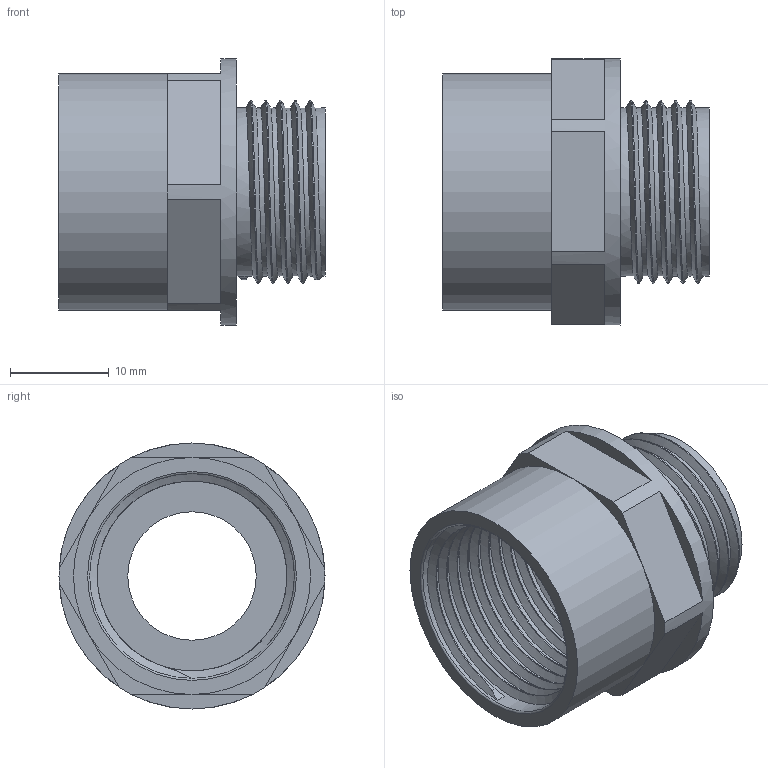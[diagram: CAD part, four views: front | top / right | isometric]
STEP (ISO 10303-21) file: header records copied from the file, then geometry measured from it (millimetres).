
FILE_DESCRIPTION(/* description */ ('Reduzierung sechskant PG 11 /PG 13,5'),/* implementation_level */ '2;1');
FILE_NAME(/* name */ '11081113-RST.stp',/* time_stamp */ '2020-04-29T14:39:47+02:00',/* author */ ('sl'),/* organization */ (''),/* preprocessor_version */ 'ST-DEVELOPER v16.5',/* originating_system */ 'Autodesk Inventor 2017',/* authorisation */ '');
FILE_SCHEMA (('AUTOMOTIVE_DESIGN { 1 0 10303 214 3 1 1 }'));
Length unit declared in the file: millimetre
Products named in the file (1): 11081113
Bounding box: 27 x 26.91 x 26.91 mm (x, y, z)
Volume: 4185.2 mm3; surface area: 4985.5 mm2
Topology: 1 solids, 1 shells, 49 faces, 131 edges, 87 vertices
Faces by surface type: cylinder 24, plane 20, bspline 4, torus 1
Full cylindrical faces by diameter (mm): 13 x1, 17.008 x5, 20.722 x10, 23.99 x1, 26.91 x1
Entity records: 3817 total; most frequent: CARTESIAN_POINT 3021, ORIENTED_EDGE 156, DIRECTION 143, EDGE_CURVE 78, VERTEX_POINT 55, AXIS2_PLACEMENT_3D 55, EDGE_LOOP 47, FACE_OUTER_BOUND 35
